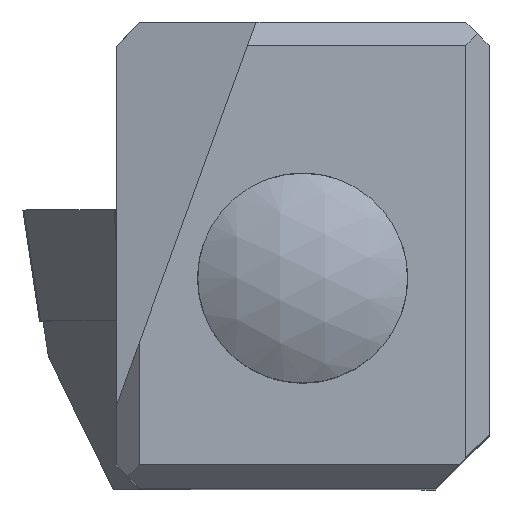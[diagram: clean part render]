
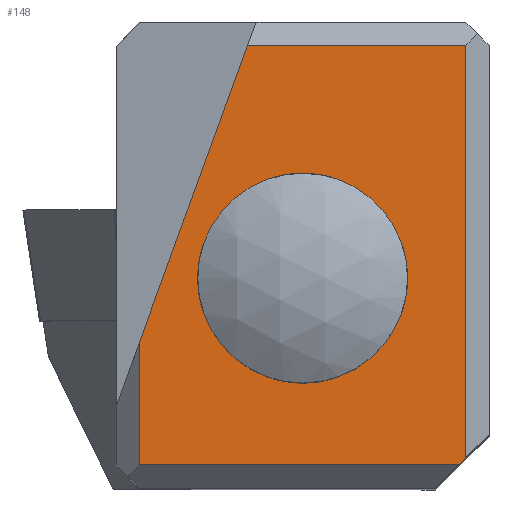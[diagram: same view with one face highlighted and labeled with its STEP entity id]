
A CAD part, top view. The second image highlights one B-rep face of the part: STEP entity #148.
In plain terms, the highlighted planar face has unit normal (0, 0, 1).
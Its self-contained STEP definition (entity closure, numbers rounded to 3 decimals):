
#148=ADVANCED_FACE('',(#238),#201,.T.);
#201=PLANE('',#1024);
#238=FACE_OUTER_BOUND('',#279,.T.);
#279=EDGE_LOOP('',(#414,#415,#416,#417,#418,#419));
#414=ORIENTED_EDGE('',*,*,#741,.T.);
#415=ORIENTED_EDGE('',*,*,#742,.T.);
#416=ORIENTED_EDGE('',*,*,#733,.T.);
#417=ORIENTED_EDGE('',*,*,#743,.T.);
#418=ORIENTED_EDGE('',*,*,#744,.T.);
#419=ORIENTED_EDGE('',*,*,#745,.F.);
#633=VERTEX_POINT('',#1442);
#634=VERTEX_POINT('',#1444);
#638=VERTEX_POINT('',#1459);
#639=VERTEX_POINT('',#1460);
#640=VERTEX_POINT('',#1463);
#641=VERTEX_POINT('',#1465);
#733=EDGE_CURVE('',#634,#633,#857,.T.);
#741=EDGE_CURVE('',#638,#639,#864,.T.);
#742=EDGE_CURVE('',#639,#634,#865,.T.);
#743=EDGE_CURVE('',#633,#640,#866,.T.);
#744=EDGE_CURVE('',#640,#641,#867,.T.);
#745=EDGE_CURVE('',#638,#641,#868,.T.);
#857=LINE('',#1443,#954);
#864=LINE('',#1458,#961);
#865=LINE('',#1461,#962);
#866=LINE('',#1462,#963);
#867=LINE('',#1464,#964);
#868=LINE('',#1466,#965);
#954=VECTOR('',#1158,1.);
#961=VECTOR('',#1173,1.);
#962=VECTOR('',#1174,1.);
#963=VECTOR('',#1175,1.);
#964=VECTOR('',#1176,1.);
#965=VECTOR('',#1177,1.);
#1024=AXIS2_PLACEMENT_3D('',#1467,#1178,#1179);
#1158=DIRECTION('',(0.707,0.707,0.));
#1173=DIRECTION('',(0.,-1.,0.));
#1174=DIRECTION('',(1.,0.,0.));
#1175=DIRECTION('',(0.,1.,0.));
#1176=DIRECTION('',(-1.,0.,0.));
#1177=DIRECTION('',(0.342,0.94,0.));
#1178=DIRECTION('',(0.,0.,1.));
#1179=DIRECTION('',(0.,1.,0.));
#1442=CARTESIAN_POINT('',(-1.,1.3,0.));
#1443=CARTESIAN_POINT('',(-6.65,-4.35,0.));
#1444=CARTESIAN_POINT('',(-1.3,1.,0.));
#1458=CARTESIAN_POINT('',(-15.,1.,0.));
#1459=CARTESIAN_POINT('',(-15.,6.267,0.));
#1460=CARTESIAN_POINT('',(-15.,1.,0.));
#1461=CARTESIAN_POINT('',(-11.,1.,0.));
#1462=CARTESIAN_POINT('',(-1.,0.,0.));
#1463=CARTESIAN_POINT('',(-1.,19.,0.));
#1464=CARTESIAN_POINT('',(-11.,19.,0.));
#1465=CARTESIAN_POINT('',(-10.366,19.,0.));
#1466=CARTESIAN_POINT('',(-16.,3.52,0.));
#1467=CARTESIAN_POINT('',(-11.,0.,0.));
